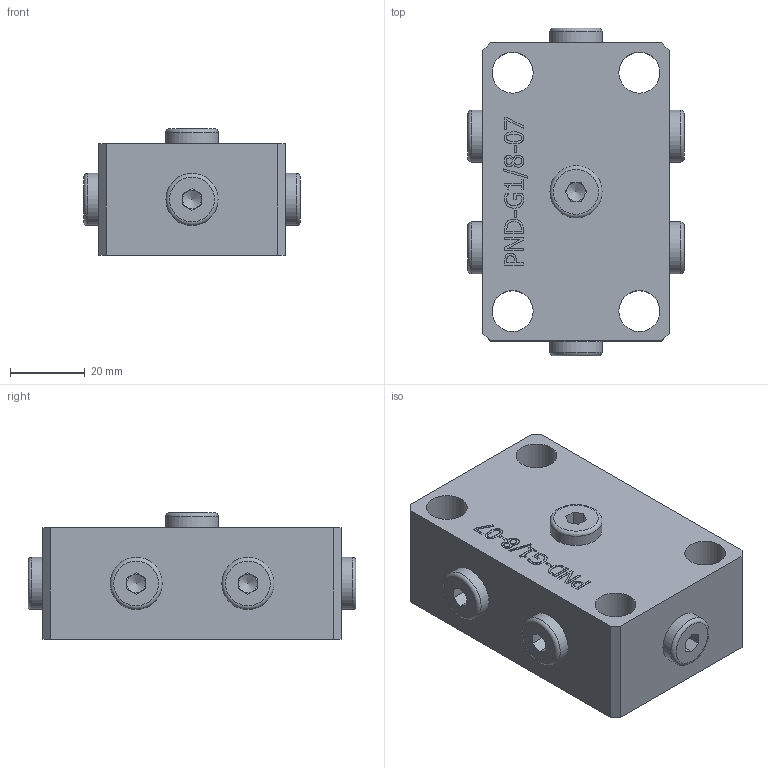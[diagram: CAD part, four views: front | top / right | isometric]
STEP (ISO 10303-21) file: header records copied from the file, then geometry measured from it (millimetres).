
FILE_DESCRIPTION(/* description */ (''),/* implementation_level */ '2;1');
FILE_NAME(/* name */ 'PND-G1_8-07.stp',/* time_stamp */ '2025-01-06T16:38:30-03:00',/* author */ ('Jefferson'),/* organization */ (''),/* preprocessor_version */ 'ST-DEVELOPER v19',/* originating_system */ 'Autodesk Inventor 2023',/* authorisation */ '');
FILE_SCHEMA (('AUTOMOTIVE_DESIGN { 1 0 10303 214 3 1 1 }'));
Length unit declared in the file: millimetre
Products named in the file (5): PND-G1_8-07; PND-G1_8-07_1; PNK-G1_8-BJ-CR; DNK-0037; PNK-10-JV
Assembly tree (10 placements, depth 3):
  PND-G1_8-07
    PND-G1_8-07_1
    PNK-G1_8-BJ-CR  x7
      DNK-0037
      PNK-10-JV
Bounding box: 58 x 88 x 34 mm (x, y, z)
Volume: 105825.3 mm3; surface area: 30201.2 mm2
Topology: 15 solids, 15 shells, 386 faces, 923 edges, 592 vertices
Faces by surface type: plane 214, bspline 62, cylinder 54, cone 28, torus 28
Full cylindrical faces by diameter (mm): 8.3 x7, 8.4 x7, 8.566 x8, 9.728 x7, 11 x4, 11.9 x7, 12 x7, 14 x7
Entity records: 6583 total; most frequent: CARTESIAN_POINT 1857, ORIENTED_EDGE 1016, DIRECTION 743, EDGE_CURVE 508, VERTEX_POINT 334, LINE 319, VECTOR 319, EDGE_LOOP 230
